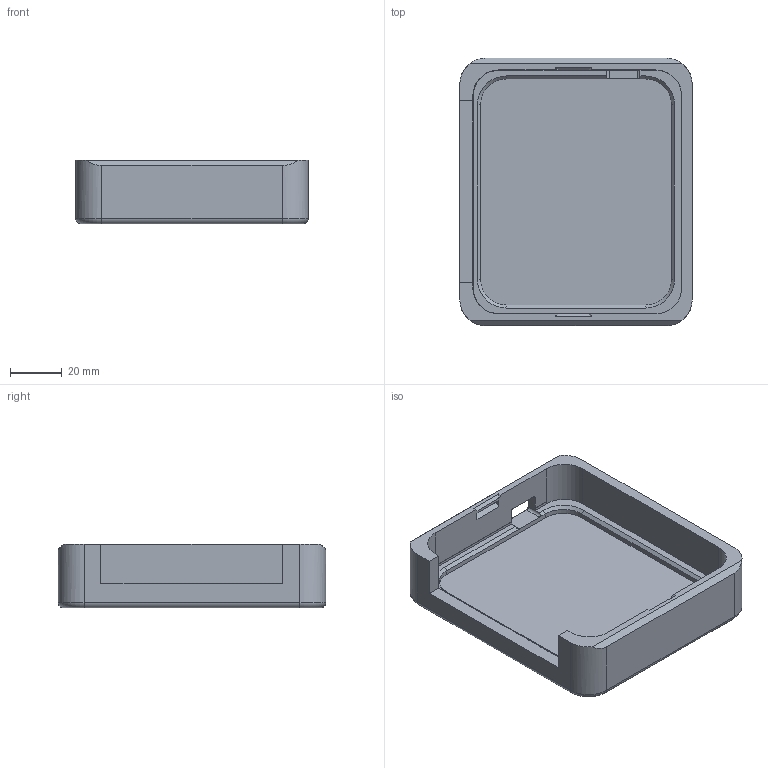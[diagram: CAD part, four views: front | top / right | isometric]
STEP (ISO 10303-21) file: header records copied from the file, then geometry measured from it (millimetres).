
FILE_DESCRIPTION(/* description */ (''),/* implementation_level */ '2;1');
FILE_NAME(/* name */ 'PCB Case Body.step',/* time_stamp */ '2022-12-11T17:53:48-05:00',/* author */ (''),/* organization */ (''),/* preprocessor_version */ 'ST-DEVELOPER v19.2',/* originating_system */ 'Autodesk Translation Framework v11.17.0.187',/* authorisation */ '');
FILE_SCHEMA (('AUTOMOTIVE_DESIGN { 1 0 10303 214 3 1 1 }'));
Length unit declared in the file: millimetre
Products named in the file (1): Case_Body
Bounding box: 90 x 103.6 x 24.6 mm (x, y, z)
Volume: 75727.9 mm3; surface area: 31374.2 mm2
Topology: 1 solids, 1 shells, 106 faces, 265 edges, 166 vertices
Faces by surface type: plane 64, cylinder 26, cone 12, torus 4
Full cylindrical faces by diameter (mm): 8.2 x4
Entity records: 3169 total; most frequent: DIRECTION 551, CARTESIAN_POINT 538, ORIENTED_EDGE 530, EDGE_CURVE 265, LINE 193, VECTOR 193, AXIS2_PLACEMENT_3D 179, VERTEX_POINT 166
